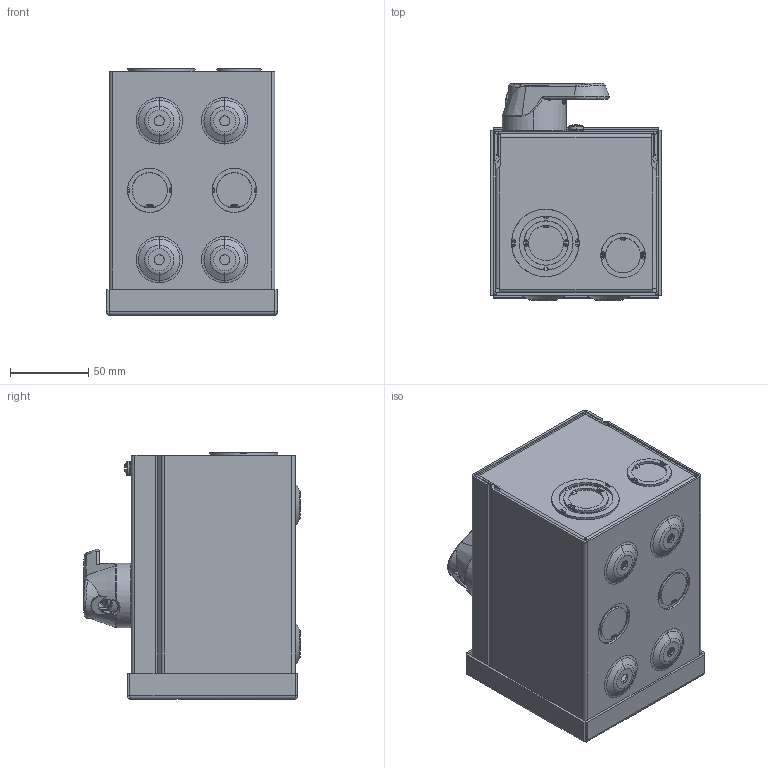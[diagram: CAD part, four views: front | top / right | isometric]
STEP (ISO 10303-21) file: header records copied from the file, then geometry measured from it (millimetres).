
FILE_DESCRIPTION (( 'STEP AP214' ), '1' );
FILE_NAME ('CATSTD-N33NC-0DS.STEP', '2019-09-26T21:00:31', ( '' ), ( '' ), 'SwSTEP 2.0', 'SolidWorks 2017', '' );
FILE_SCHEMA (( 'AUTOMOTIVE_DESIGN' ));
Length unit declared in the file: inch
Products named in the file (1): CATSTD-N33NC-0DS
Bounding box: 109.22 x 138.83 x 157.86 mm (x, y, z)
Surface area: 209869.7 mm2 (no closed solid volume)
Topology: 0 solids, 25 shells, 483 faces, 1795 edges, 1290 vertices
Faces by surface type: plane 166, cylinder 143, bspline 124, torus 25, cone 23, sphere 2
Entity records: 38941 total; most frequent: CARTESIAN_POINT 19201, ORIENTED_EDGE 2747, DIRECTION 2383, EDGE_CURVE 1793, VERTEX_POINT 1290, AXIS2_PLACEMENT_3D 837, LINE 709, VECTOR 709
